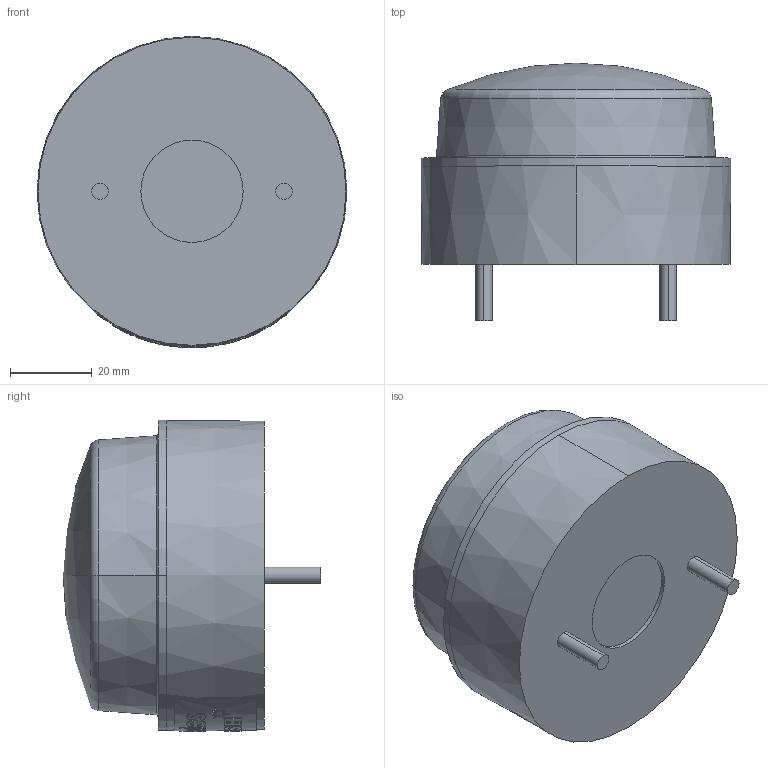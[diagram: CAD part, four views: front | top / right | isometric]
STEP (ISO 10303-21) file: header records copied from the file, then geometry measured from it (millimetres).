
FILE_DESCRIPTION (( 'STEP AP214' ), '1' );
FILE_NAME ('Moflash 80 Series.STEP', '2016-03-23T11:28:08', ( '' ), ( '' ), 'SwSTEP 2.0', 'SolidWorks 2016', '' );
FILE_SCHEMA (( 'AUTOMOTIVE_DESIGN' ));
Length unit declared in the file: millimetre
Products named in the file (2): Moflash 80 Series
Bounding box: 75.77 x 63 x 76.12 mm (x, y, z)
Volume: 29871.8 mm3; surface area: 37977.2 mm2
Topology: 3 solids, 3 shells, 275 faces, 710 edges, 470 vertices
Faces by surface type: bspline 128, plane 94, cone 33, torus 8, cylinder 8, sphere 4
Entity records: 18137 total; most frequent: CARTESIAN_POINT 9795, ORIENTED_EDGE 1420, DIRECTION 788, EDGE_CURVE 710, VERTEX_POINT 470, B_SPLINE_CURVE_WITH_KNOTS 344, EDGE_LOOP 304, AXIS2_PLACEMENT_3D 279
